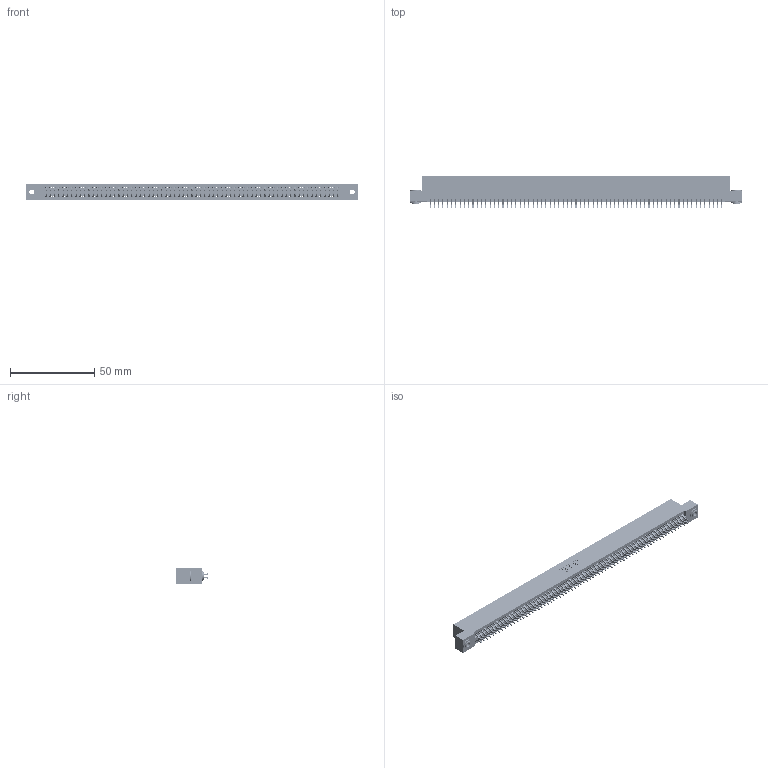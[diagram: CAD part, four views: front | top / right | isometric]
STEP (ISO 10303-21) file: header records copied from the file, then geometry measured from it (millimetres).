
FILE_DESCRIPTION (( 'STEP AP203' ), '1' );
FILE_NAME ('395-138-556-203.STEP', '2019-10-29T21:59:51', ( '' ), ( '' ), 'SwSTEP 2.0', 'SolidWorks 2016', '' );
FILE_SCHEMA (( 'CONFIG_CONTROL_DESIGN' ));
Length unit declared in the file: inch
Products named in the file (4): 345 Part_Flush Mounting Lugs - 0.156 Dia-TH; 345-292-001_556 Tail; 345-250-002_345-250-002-102; 395-138-556-203
Assembly tree (141 placements, depth 2):
  395-138-556-203
    345 Part_Flush Mounting Lugs - 0.156 Dia-TH
    345-292-001_556 Tail  x138
    345-250-002_345-250-002-102  x2
Bounding box: 196.47 x 19.24 x 9.4 mm (x, y, z)
Volume: 19349.8 mm3; surface area: 29209.2 mm2
Topology: 141 solids, 141 shells, 7892 faces, 23463 edges, 15454 vertices
Faces by surface type: plane 5196, cylinder 2688, cone 8
Entity records: 51374 total; most frequent: CARTESIAN_POINT 8575, ORIENTED_EDGE 8490, DIRECTION 7547, EDGE_CURVE 4245, VECTOR 3805, LINE 3805, VERTEX_POINT 2826, AXIS2_PLACEMENT_3D 1871
